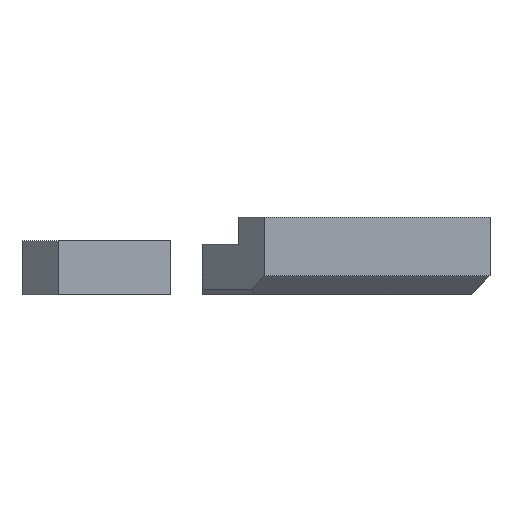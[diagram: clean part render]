
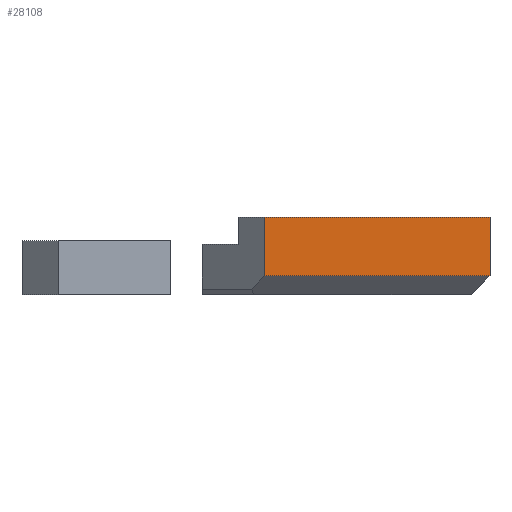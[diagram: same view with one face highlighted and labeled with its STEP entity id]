
A CAD part, left-side view. The second image highlights one B-rep face of the part: STEP entity #28108.
In plain terms, the highlighted planar face has unit normal (-1, 0, 0).
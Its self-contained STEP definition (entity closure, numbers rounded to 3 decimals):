
#27730 = VERTEX_POINT('',#27731);
#27731 = CARTESIAN_POINT('',(-18.,0.,2.1));
#27737 = EDGE_CURVE('',#27738,#27730,#27740,.T.);
#27738 = VERTEX_POINT('',#27739);
#27739 = CARTESIAN_POINT('',(-18.,0.,8.6));
#27740 = LINE('',#27741,#27742);
#27741 = CARTESIAN_POINT('',(-18.,0.,8.6));
#27742 = VECTOR('',#27743,1.);
#27743 = DIRECTION('',(0.,0.,-1.));
#28108 = ADVANCED_FACE('',(#28109),#28134,.T.);
#28109 = FACE_BOUND('',#28110,.T.);
#28110 = EDGE_LOOP('',(#28111,#28112,#28120,#28128));
#28111 = ORIENTED_EDGE('',*,*,#27737,.F.);
#28112 = ORIENTED_EDGE('',*,*,#28113,.T.);
#28113 = EDGE_CURVE('',#27738,#28114,#28116,.T.);
#28114 = VERTEX_POINT('',#28115);
#28115 = CARTESIAN_POINT('',(-18.,25.,8.6));
#28116 = LINE('',#28117,#28118);
#28117 = CARTESIAN_POINT('',(-18.,0.,8.6));
#28118 = VECTOR('',#28119,1.);
#28119 = DIRECTION('',(0.,1.,0.));
#28120 = ORIENTED_EDGE('',*,*,#28121,.T.);
#28121 = EDGE_CURVE('',#28114,#28122,#28124,.T.);
#28122 = VERTEX_POINT('',#28123);
#28123 = CARTESIAN_POINT('',(-18.,25.,2.1));
#28124 = LINE('',#28125,#28126);
#28125 = CARTESIAN_POINT('',(-18.,25.,9.6));
#28126 = VECTOR('',#28127,1.);
#28127 = DIRECTION('',(0.,0.,-1.));
#28128 = ORIENTED_EDGE('',*,*,#28129,.T.);
#28129 = EDGE_CURVE('',#28122,#27730,#28130,.T.);
#28130 = LINE('',#28131,#28132);
#28131 = CARTESIAN_POINT('',(-18.,-0.5,2.1));
#28132 = VECTOR('',#28133,1.);
#28133 = DIRECTION('',(0.,-1.,0.));
#28134 = PLANE('',#28135);
#28135 = AXIS2_PLACEMENT_3D('',#28136,#28137,#28138);
#28136 = CARTESIAN_POINT('',(-18.,0.,8.6));
#28137 = DIRECTION('',(-1.,0.,0.));
#28138 = DIRECTION('',(0.,0.,-1.));
